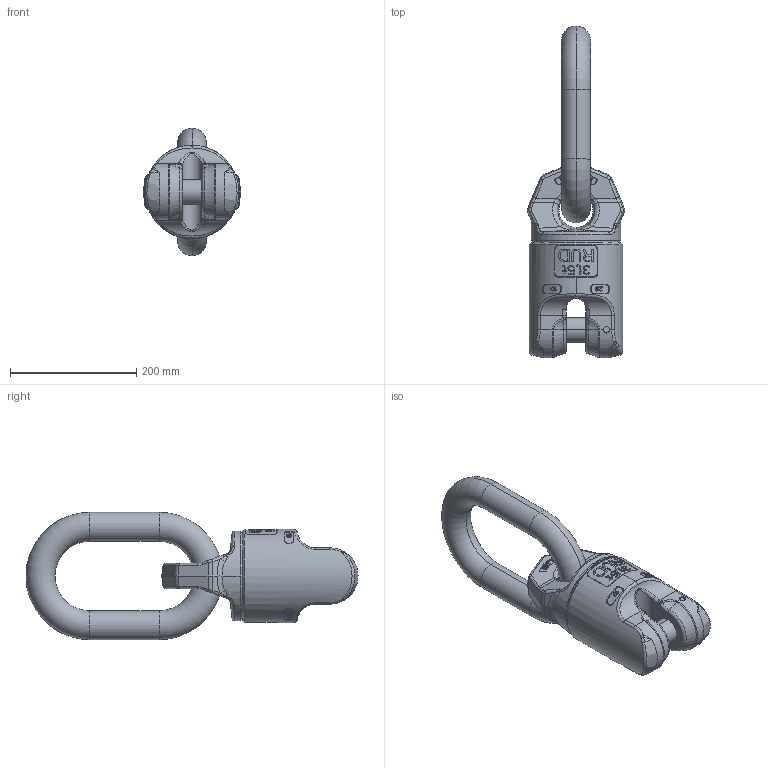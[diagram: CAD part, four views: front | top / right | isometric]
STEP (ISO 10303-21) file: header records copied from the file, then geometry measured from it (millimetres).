
FILE_DESCRIPTION((''),'2;1');
FILE_NAME('001-M34294-P-30_ASM','2013-04-24T',('Andreas.Wendler'),(''),'PRO/ENGINEER BY PARAMETRIC TECHNOLOGY CORPORATION, 2010140','PRO/ENGINEER BY PARAMETRIC TECHNOLOGY CORPORATION, 2010140','');
FILE_SCHEMA(('CONFIG_CONTROL_DESIGN'));
Length unit declared in the file: millimetre
Products named in the file (5): 001-M31356-P-3; 001-M34294-P-6; 001-M31527-V08; 001-M34580-P-1; 001-M34294-P-30_ASM
Assembly tree (4 placements, depth 2):
  001-M34294-P-30_ASM
    001-M31356-P-3
    001-M34294-P-6
    001-M31527-V08
    001-M34580-P-1
Bounding box: 154.24 x 526.3 x 202 mm (x, y, z)
Volume: 4309905.1 mm3; surface area: 302633.7 mm2
Topology: 4 solids, 4 shells, 1132 faces, 2992 edges, 1904 vertices
Faces by surface type: plane 742, bspline 151, cylinder 149, torus 72, cone 14, sphere 4
Entity records: 45384 total; most frequent: CARTESIAN_POINT 19361, ORIENTED_EDGE 5984, DIRECTION 4583, EDGE_CURVE 2992, VERTEX_POINT 1904, AXIS2_PLACEMENT_3D 1593, VECTOR 1397, LINE 1397
